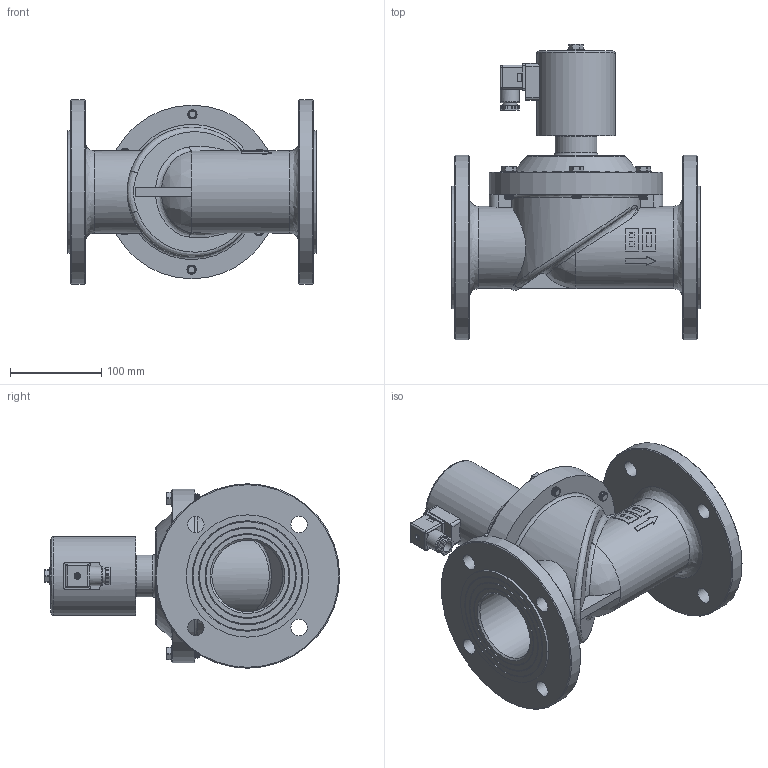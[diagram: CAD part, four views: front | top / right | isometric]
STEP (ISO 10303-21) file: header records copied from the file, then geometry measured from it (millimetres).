
FILE_DESCRIPTION (( 'STEP AP214' ), '1' );
FILE_NAME ('zs-80bf-N.STEP', '2017-08-17T09:45:05', ( 'eh' ), ( 'Hewlett-Packard Company' ), 'SwSTEP 2.0', 'SolidWorks 2015', '' );
FILE_SCHEMA (( 'AUTOMOTIVE_DESIGN' ));
Products named in the file (1): zs-80bf-N
Bounding box: 272 x 323.5 x 202 mm (x, y, z)
Volume: 2541699.2 mm3; surface area: 551352.7 mm2
Topology: 1 solids, 3 shells, 1022 faces, 2691 edges, 1751 vertices
Faces by surface type: plane 387, cylinder 294, bspline 253, cone 66, torus 22
Full cylindrical faces by diameter (mm): 1 x2, 1.499 x2, 1.8 x1, 2 x3, 3 x1, 3.5 x1, 4 x1, 6 x1, 6.3 x1, 6.5 x8, 7 x1, 8 x1, 8.3 x1, 8.5 x2, 10 x7, 10.3 x6, 10.5 x6, 11 x6, 12 x1, 12.5 x1, 13 x1, 16 x3, 17 x1, 18 x9, 20 x4, 21 x1, 23 x2, 25 x2, 29 x2, 30 x1
Entity records: 129041 total; most frequent: CARTESIAN_POINT 107437, ORIENTED_EDGE 4774, DIRECTION 3628, EDGE_CURVE 2387, VERTEX_POINT 1634, AXIS2_PLACEMENT_3D 1377, EDGE_LOOP 1317, FACE_OUTER_BOUND 1126
